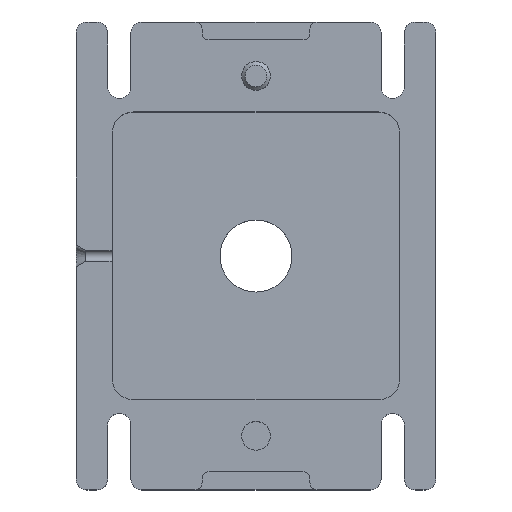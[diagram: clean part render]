
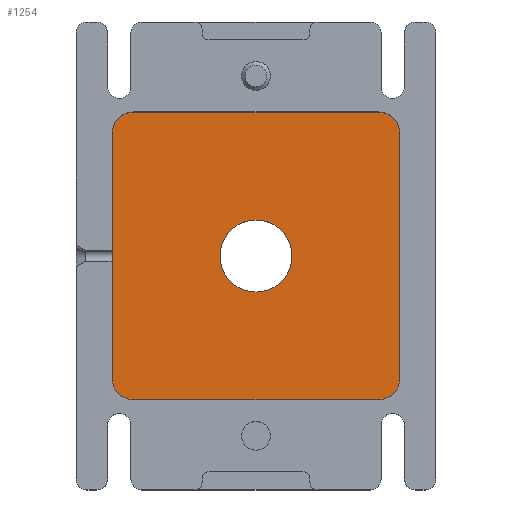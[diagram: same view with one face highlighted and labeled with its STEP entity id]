
A CAD part, top view. The second image highlights one B-rep face of the part: STEP entity #1254.
In plain terms, the highlighted planar face has unit normal (0, 0, 1).
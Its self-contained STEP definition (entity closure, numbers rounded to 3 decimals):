
#56=LINE('',#1824,#174);
#146=LINE('',#2097,#264);
#149=LINE('',#2103,#267);
#152=LINE('',#2109,#270);
#174=VECTOR('',#1437,1000.);
#264=VECTOR('',#1693,1000.);
#267=VECTOR('',#1698,1000.);
#270=VECTOR('',#1703,1000.);
#543=ORIENTED_EDGE('',*,*,#807,.T.);
#544=ORIENTED_EDGE('',*,*,#799,.T.);
#545=ORIENTED_EDGE('',*,*,#808,.T.);
#546=ORIENTED_EDGE('',*,*,#661,.T.);
#547=ORIENTED_EDGE('',*,*,#809,.T.);
#548=ORIENTED_EDGE('',*,*,#802,.T.);
#549=ORIENTED_EDGE('',*,*,#810,.T.);
#550=ORIENTED_EDGE('',*,*,#805,.T.);
#551=ORIENTED_EDGE('',*,*,#811,.T.);
#661=EDGE_CURVE('',#846,#845,#56,.T.);
#799=EDGE_CURVE('',#946,#945,#146,.T.);
#802=EDGE_CURVE('',#948,#947,#149,.T.);
#805=EDGE_CURVE('',#950,#949,#152,.T.);
#807=EDGE_CURVE('',#951,#951,#1016,.T.);
#808=EDGE_CURVE('',#945,#846,#1017,.T.);
#809=EDGE_CURVE('',#845,#948,#1018,.T.);
#810=EDGE_CURVE('',#947,#950,#1019,.T.);
#811=EDGE_CURVE('',#949,#946,#1020,.T.);
#845=VERTEX_POINT('',#1823);
#846=VERTEX_POINT('',#1825);
#945=VERTEX_POINT('',#2096);
#946=VERTEX_POINT('',#2098);
#947=VERTEX_POINT('',#2102);
#948=VERTEX_POINT('',#2104);
#949=VERTEX_POINT('',#2108);
#950=VERTEX_POINT('',#2110);
#951=VERTEX_POINT('',#2114);
#1016=CIRCLE('',#1384,10.);
#1017=CIRCLE('',#1385,6.);
#1018=CIRCLE('',#1386,6.);
#1019=CIRCLE('',#1387,6.);
#1020=CIRCLE('',#1388,6.);
#1074=EDGE_LOOP('',(#543));
#1075=EDGE_LOOP('',(#544,#545,#546,#547,#548,#549,#550,#551));
#1149=FACE_BOUND('',#1074,.T.);
#1150=FACE_BOUND('',#1075,.T.);
#1205=PLANE('',#1383);
#1254=ADVANCED_FACE('',(#1149,#1150),#1205,.T.);
#1383=AXIS2_PLACEMENT_3D('',#2112,#1705,#1706);
#1384=AXIS2_PLACEMENT_3D('',#2113,#1707,#1708);
#1385=AXIS2_PLACEMENT_3D('',#2115,#1709,#1710);
#1386=AXIS2_PLACEMENT_3D('',#2116,#1711,#1712);
#1387=AXIS2_PLACEMENT_3D('',#2117,#1713,#1714);
#1388=AXIS2_PLACEMENT_3D('',#2118,#1715,#1716);
#1437=DIRECTION('',(0.,-1.,0.));
#1693=DIRECTION('',(-1.,0.,0.));
#1698=DIRECTION('',(1.,0.,0.));
#1703=DIRECTION('',(0.,1.,0.));
#1705=DIRECTION('',(0.,0.,1.));
#1706=DIRECTION('',(1.,0.,0.));
#1707=DIRECTION('',(0.,0.,-1.));
#1708=DIRECTION('',(0.,1.,0.));
#1709=DIRECTION('',(0.,0.,1.));
#1710=DIRECTION('',(1.,0.,0.));
#1711=DIRECTION('',(0.,0.,1.));
#1712=DIRECTION('',(1.,0.,0.));
#1713=DIRECTION('',(0.,0.,1.));
#1714=DIRECTION('',(1.,0.,0.));
#1715=DIRECTION('',(0.,0.,1.));
#1716=DIRECTION('',(1.,0.,0.));
#1823=CARTESIAN_POINT('',(-40.,-34.,10.));
#1824=CARTESIAN_POINT('',(-40.,40.,10.));
#1825=CARTESIAN_POINT('',(-40.,34.,10.));
#2096=CARTESIAN_POINT('',(-34.,40.,10.));
#2097=CARTESIAN_POINT('',(40.,40.,10.));
#2098=CARTESIAN_POINT('',(34.,40.,10.));
#2102=CARTESIAN_POINT('',(34.,-40.,10.));
#2103=CARTESIAN_POINT('',(-40.,-40.,10.));
#2104=CARTESIAN_POINT('',(-34.,-40.,10.));
#2108=CARTESIAN_POINT('',(40.,34.,10.));
#2109=CARTESIAN_POINT('',(40.,-40.,10.));
#2110=CARTESIAN_POINT('',(40.,-34.,10.));
#2112=CARTESIAN_POINT('',(0.,0.,10.));
#2113=CARTESIAN_POINT('',(0.,0.,10.));
#2114=CARTESIAN_POINT('',(0.,10.,10.));
#2115=CARTESIAN_POINT('',(-34.,34.,10.));
#2116=CARTESIAN_POINT('',(-34.,-34.,10.));
#2117=CARTESIAN_POINT('',(34.,-34.,10.));
#2118=CARTESIAN_POINT('',(34.,34.,10.));
